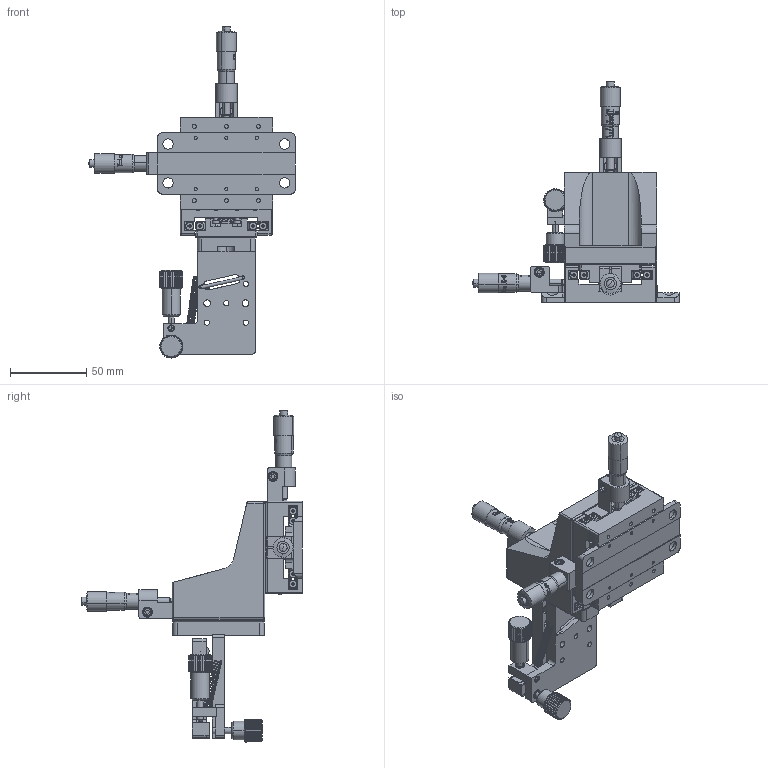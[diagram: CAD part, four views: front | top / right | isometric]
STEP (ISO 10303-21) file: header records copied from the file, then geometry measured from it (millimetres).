
FILE_DESCRIPTION (( 'STEP AP203' ), '1' );
FILE_NAME ('06MTA-2R.STEP', '2020-06-20T07:11:11', ( '' ), ( '' ), 'SwSTEP 2.0', 'SolidWorks 2016', '' );
FILE_SCHEMA (( 'CONFIG_CONTROL_DESIGN' ));
Products named in the file (1): 06MTA-2R
Bounding box: 134.9 x 145.15 x 217.1 mm (x, y, z)
Surface area: 111063.5 mm2 (no closed solid volume)
Topology: 0 solids, 151 shells, 1452 faces, 6650 edges, 5192 vertices
Faces by surface type: plane 719, cylinder 549, cone 128, torus 30, sphere 22, bspline 4
Entity records: 85484 total; most frequent: CARTESIAN_POINT 33402, DIRECTION 10346, ORIENTED_EDGE 9638, EDGE_CURVE 6620, VERTEX_POINT 5188, AXIS2_PLACEMENT_3D 3475, LINE 3396, VECTOR 3396
